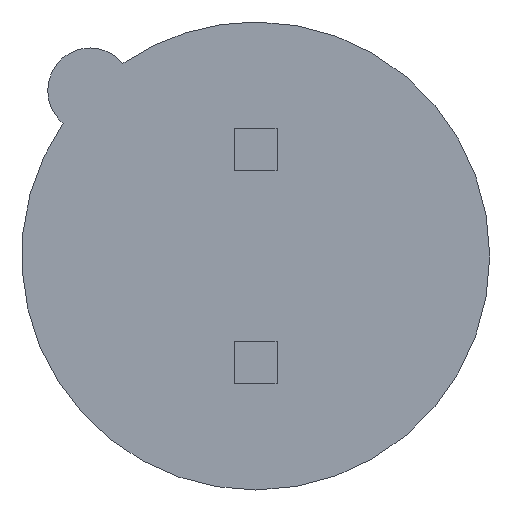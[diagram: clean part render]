
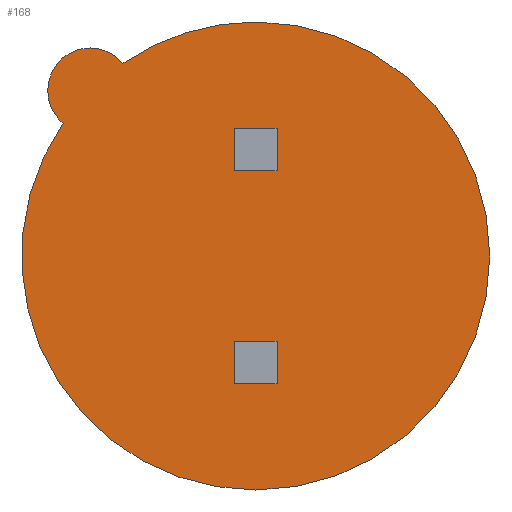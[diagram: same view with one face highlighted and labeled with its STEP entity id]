
A CAD part, front view. The second image highlights one B-rep face of the part: STEP entity #168.
In plain terms, the highlighted planar face has unit normal (0, -1, 0).
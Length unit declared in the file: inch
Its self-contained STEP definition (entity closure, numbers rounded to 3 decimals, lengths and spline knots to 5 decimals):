
#2 = VERTEX_POINT ( 'NONE', #805 ) ;
#18 = VERTEX_POINT ( 'NONE', #282 ) ;
#20 = EDGE_CURVE ( 'NONE', #18, #155, #302, .T. ) ;
#26 = FACE_BOUND ( 'NONE', #636, .T. ) ;
#31 = CARTESIAN_POINT ( 'NONE',  ( -0.01, -0.03, -0.06 ) ) ;
#34 = CARTESIAN_POINT ( 'NONE',  ( -0.07778, -0.03, 0.07778 ) ) ;
#39 = LINE ( 'NONE', #31, #483 ) ;
#51 = CARTESIAN_POINT ( 'NONE',  ( -0.01, -0.03, 0.04 ) ) ;
#52 = AXIS2_PLACEMENT_3D ( 'NONE', #515, #58, #666 ) ;
#53 = VECTOR ( 'NONE', #747, 39.37008 ) ;
#58 = DIRECTION ( 'NONE',  ( 0., 1., 0. ) ) ;
#60 = EDGE_LOOP ( 'NONE', ( #222, #939, #728, #495 ) ) ;
#78 = VECTOR ( 'NONE', #121, 39.37008 ) ;
#88 = CARTESIAN_POINT ( 'NONE',  ( 0.01, -0.03, 0.04 ) ) ;
#119 = LINE ( 'NONE', #88, #53 ) ;
#121 = DIRECTION ( 'NONE',  ( -1., 0., 0. ) ) ;
#122 = CARTESIAN_POINT ( 'NONE',  ( 0.01, -0.03, -0.06 ) ) ;
#145 = AXIS2_PLACEMENT_3D ( 'NONE', #835, #616, #301 ) ;
#146 = CIRCLE ( 'NONE', #145, 0.11 ) ;
#155 = VERTEX_POINT ( 'NONE', #522 ) ;
#168 = ADVANCED_FACE ( 'NONE', ( #26, #717, #871 ), #310, .F. ) ;
#183 = VERTEX_POINT ( 'NONE', #907 ) ;
#187 = ORIENTED_EDGE ( 'NONE', *, *, #385, .F. ) ;
#202 = EDGE_CURVE ( 'NONE', #551, #658, #119, .T. ) ;
#204 = EDGE_CURVE ( 'NONE', #604, #336, #39, .T. ) ;
#222 = ORIENTED_EDGE ( 'NONE', *, *, #724, .F. ) ;
#228 = VECTOR ( 'NONE', #569, 39.37008 ) ;
#239 = CARTESIAN_POINT ( 'NONE',  ( 0., -0.03, 0. ) ) ;
#267 = CIRCLE ( 'NONE', #52, 0.11 ) ;
#272 = AXIS2_PLACEMENT_3D ( 'NONE', #34, #415, #334 ) ;
#273 = DIRECTION ( 'NONE',  ( 0., 0., 1. ) ) ;
#282 = CARTESIAN_POINT ( 'NONE',  ( -0.01, -0.03, 0.04 ) ) ;
#296 = CIRCLE ( 'NONE', #272, 0.02 ) ;
#301 = DIRECTION ( 'NONE',  ( 0., 0., 1. ) ) ;
#302 = LINE ( 'NONE', #51, #964 ) ;
#310 = PLANE ( 'NONE',  #434 ) ;
#334 = DIRECTION ( 'NONE',  ( 0., 0., -1. ) ) ;
#336 = VERTEX_POINT ( 'NONE', #848 ) ;
#338 = CARTESIAN_POINT ( 'NONE',  ( 0.01, -0.03, -0.04 ) ) ;
#340 = EDGE_CURVE ( 'NONE', #658, #155, #488, .T. ) ;
#343 = VERTEX_POINT ( 'NONE', #872 ) ;
#363 = CIRCLE ( 'NONE', #570, 0.11 ) ;
#378 = VECTOR ( 'NONE', #273, 39.37008 ) ;
#385 = EDGE_CURVE ( 'NONE', #2, #631, #801, .T. ) ;
#403 = EDGE_CURVE ( 'NONE', #2, #604, #608, .T. ) ;
#415 = DIRECTION ( 'NONE',  ( 0., -1., 0. ) ) ;
#426 = CARTESIAN_POINT ( 'NONE',  ( 0.01, -0.03, 0.04 ) ) ;
#428 = ORIENTED_EDGE ( 'NONE', *, *, #940, .F. ) ;
#433 = DIRECTION ( 'NONE',  ( -1., 0., 0. ) ) ;
#434 = AXIS2_PLACEMENT_3D ( 'NONE', #239, #620, #536 ) ;
#437 = ORIENTED_EDGE ( 'NONE', *, *, #340, .F. ) ;
#439 = VECTOR ( 'NONE', #705, 39.37008 ) ;
#454 = CARTESIAN_POINT ( 'NONE',  ( -0.01, -0.03, -0.06 ) ) ;
#483 = VECTOR ( 'NONE', #916, 39.37008 ) ;
#488 = LINE ( 'NONE', #720, #228 ) ;
#495 = ORIENTED_EDGE ( 'NONE', *, *, #512, .F. ) ;
#499 = VERTEX_POINT ( 'NONE', #968 ) ;
#512 = EDGE_CURVE ( 'NONE', #499, #343, #267, .T. ) ;
#515 = CARTESIAN_POINT ( 'NONE',  ( 0., -0.03, 0. ) ) ;
#522 = CARTESIAN_POINT ( 'NONE',  ( -0.01, -0.03, 0.06 ) ) ;
#536 = DIRECTION ( 'NONE',  ( 0., 0., 1. ) ) ;
#551 = VERTEX_POINT ( 'NONE', #746 ) ;
#569 = DIRECTION ( 'NONE',  ( -1., 0., 0. ) ) ;
#570 = AXIS2_PLACEMENT_3D ( 'NONE', #700, #842, #927 ) ;
#574 = CARTESIAN_POINT ( 'NONE',  ( 0.01, -0.03, -0.06 ) ) ;
#604 = VERTEX_POINT ( 'NONE', #454 ) ;
#608 = LINE ( 'NONE', #574, #78 ) ;
#616 = DIRECTION ( 'NONE',  ( 0., 1., 0. ) ) ;
#620 = DIRECTION ( 'NONE',  ( 0., 1., 0. ) ) ;
#631 = VERTEX_POINT ( 'NONE', #878 ) ;
#636 = EDGE_LOOP ( 'NONE', ( #187, #704, #864, #428 ) ) ;
#658 = VERTEX_POINT ( 'NONE', #899 ) ;
#666 = DIRECTION ( 'NONE',  ( 0., 0., 1. ) ) ;
#670 = VERTEX_POINT ( 'NONE', #790 ) ;
#697 = VECTOR ( 'NONE', #433, 39.37008 ) ;
#700 = CARTESIAN_POINT ( 'NONE',  ( 0., -0.03, 0. ) ) ;
#704 = ORIENTED_EDGE ( 'NONE', *, *, #403, .T. ) ;
#705 = DIRECTION ( 'NONE',  ( -1., 0., 0. ) ) ;
#709 = LINE ( 'NONE', #426, #439 ) ;
#717 = FACE_OUTER_BOUND ( 'NONE', #60, .T. ) ;
#720 = CARTESIAN_POINT ( 'NONE',  ( 0.01, -0.03, 0.06 ) ) ;
#724 = EDGE_CURVE ( 'NONE', #670, #499, #146, .T. ) ;
#725 = ORIENTED_EDGE ( 'NONE', *, *, #202, .F. ) ;
#728 = ORIENTED_EDGE ( 'NONE', *, *, #852, .F. ) ;
#729 = DIRECTION ( 'NONE',  ( 0., 0., 1. ) ) ;
#733 = EDGE_LOOP ( 'NONE', ( #725, #761, #950, #437 ) ) ;
#746 = CARTESIAN_POINT ( 'NONE',  ( 0.01, -0.03, 0.04 ) ) ;
#747 = DIRECTION ( 'NONE',  ( 0., 0., 1. ) ) ;
#761 = ORIENTED_EDGE ( 'NONE', *, *, #961, .T. ) ;
#790 = CARTESIAN_POINT ( 'NONE',  ( -0.06241, -0.03, 0.09058 ) ) ;
#801 = LINE ( 'NONE', #122, #378 ) ;
#805 = CARTESIAN_POINT ( 'NONE',  ( 0.01, -0.03, -0.06 ) ) ;
#835 = CARTESIAN_POINT ( 'NONE',  ( 0., -0.03, 0. ) ) ;
#842 = DIRECTION ( 'NONE',  ( 0., 1., 0. ) ) ;
#848 = CARTESIAN_POINT ( 'NONE',  ( -0.01, -0.03, -0.04 ) ) ;
#852 = EDGE_CURVE ( 'NONE', #343, #183, #363, .T. ) ;
#864 = ORIENTED_EDGE ( 'NONE', *, *, #204, .T. ) ;
#871 = FACE_BOUND ( 'NONE', #733, .T. ) ;
#872 = CARTESIAN_POINT ( 'NONE',  ( 0., -0.03, -0.11 ) ) ;
#878 = CARTESIAN_POINT ( 'NONE',  ( 0.01, -0.03, -0.04 ) ) ;
#894 = EDGE_CURVE ( 'NONE', #670, #183, #296, .T. ) ;
#897 = LINE ( 'NONE', #338, #697 ) ;
#899 = CARTESIAN_POINT ( 'NONE',  ( 0.01, -0.03, 0.06 ) ) ;
#907 = CARTESIAN_POINT ( 'NONE',  ( -0.09058, -0.03, 0.06241 ) ) ;
#916 = DIRECTION ( 'NONE',  ( 0., 0., 1. ) ) ;
#927 = DIRECTION ( 'NONE',  ( 0., 0., 1. ) ) ;
#939 = ORIENTED_EDGE ( 'NONE', *, *, #894, .T. ) ;
#940 = EDGE_CURVE ( 'NONE', #631, #336, #897, .T. ) ;
#950 = ORIENTED_EDGE ( 'NONE', *, *, #20, .T. ) ;
#961 = EDGE_CURVE ( 'NONE', #551, #18, #709, .T. ) ;
#964 = VECTOR ( 'NONE', #729, 39.37008 ) ;
#968 = CARTESIAN_POINT ( 'NONE',  ( 0., -0.03, 0.11 ) ) ;
